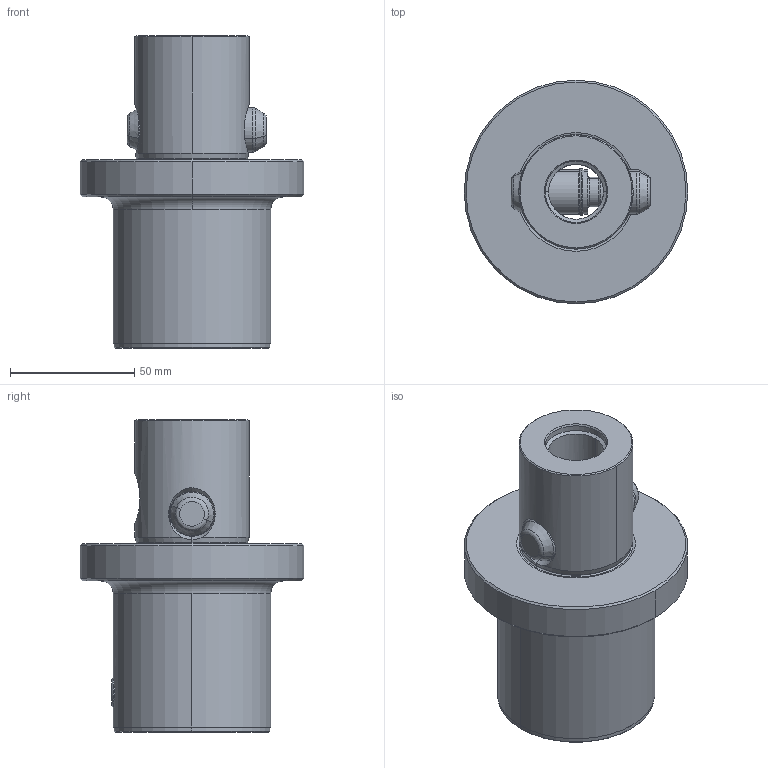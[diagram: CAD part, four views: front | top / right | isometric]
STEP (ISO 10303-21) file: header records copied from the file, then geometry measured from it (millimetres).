
FILE_DESCRIPTION(('no description'),'unknown implementation level');
FILE_NAME('6BDF5BB1-9D8F-4013-8CAE-F28E73021470_export.stp',' ',('CIMSOURCE GmbH'),('CADClick - KiM GmbH - www.kimweb.de'),'unknown preprocess','ACIS','unknown authorization');
FILE_SCHEMA(('automotive_design'));
Length unit declared in the file: millimetre
Products named in the file (4): 332.765 Kaiser CKS7 X CKS6 X 130B|690.436 Kaiser ETL M12 X 18 CK6_Standard;NONE; 332.765 Kaiser CKS7 X CKS6 X 130B|332.765 Kaiser CKS7 X CKS6 X 130B_Standard;NONE; 332.765 Kaiser CKS7 X CKS6 X 130B|691.507 Kaiser ETL �18 X 56K_Standard|693.306 Sprengring_Standard;NONE; 332.765 Kaiser CKS7 X CKS6 X 130B|691.507 Kaiser ETL �18 X 56K_Standard|691.527 Mitnehmerbolzen_Standard;NONE
Bounding box: 90 x 90 x 126 mm (x, y, z)
Volume: 290857.6 mm3; surface area: 52523.9 mm2
Topology: 4 solids, 4 shells, 183 faces, 421 edges, 248 vertices
Faces by surface type: cylinder 57, cone 54, plane 42, torus 30
Entity records: 10805 total; most frequent: CARTESIAN_POINT 1702, DIRECTION 973, STYLED_ITEM 852, PRESENTATION_STYLE_ASSIGNMENT 852, COLOUR_RGB 852, ORIENTED_EDGE 834, EDGE_CURVE 417, CURVE_STYLE 417
